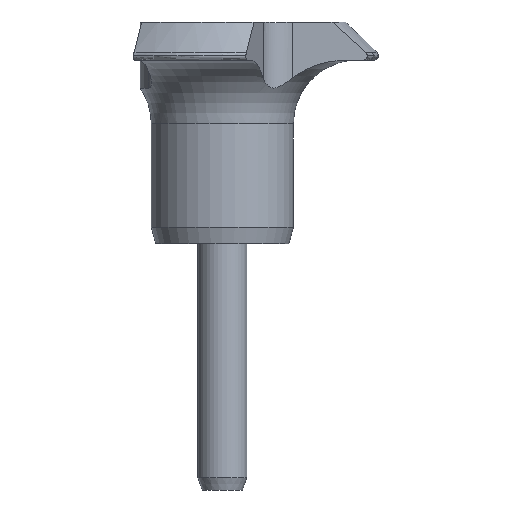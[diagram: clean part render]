
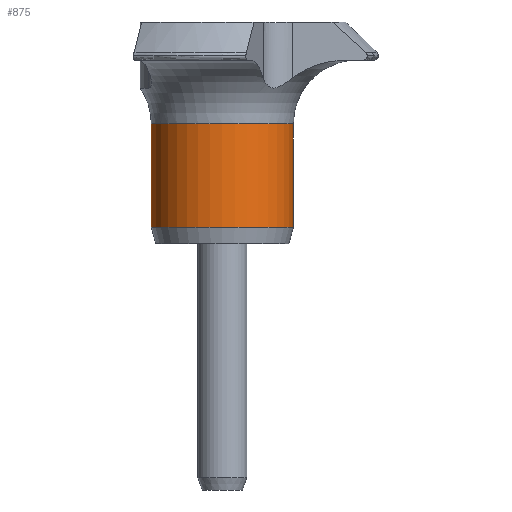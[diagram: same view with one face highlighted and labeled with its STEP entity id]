
A CAD part, front view. The second image highlights one B-rep face of the part: STEP entity #875.
In plain terms, the highlighted cylindrical face has radius 8.65 mm (diameter 17.3 mm), a partial arc.
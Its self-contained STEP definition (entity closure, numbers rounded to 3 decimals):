
#745=EDGE_CURVE('',#817,#759,#1374,.T.);
#749=EDGE_CURVE('',#759,#797,#1379,.T.);
#759=VERTEX_POINT('',#1389);
#779=EDGE_CURVE('',#831,#797,#1413,.T.);
#797=VERTEX_POINT('',#1433);
#809=EDGE_CURVE('',#831,#817,#1445,.T.);
#817=VERTEX_POINT('',#1457);
#831=VERTEX_POINT('',#1472);
#875=ADVANCED_FACE('',(#1523),#1524,.T.);
#1374=CIRCLE('',#2567,8.65);
#1379=LINE('',#2573,#2574);
#1389=CARTESIAN_POINT('',(8.65,0.,13.651));
#1413=CIRCLE('',#2626,8.65);
#1433=CARTESIAN_POINT('',(8.65,0.,1.069));
#1445=LINE('',#2738,#2739);
#1457=CARTESIAN_POINT('',(-8.65,0.,13.651));
#1472=CARTESIAN_POINT('',(-8.65,0.,1.069));
#1523=FACE_OUTER_BOUND('',#2913,.T.);
#1524=CYLINDRICAL_SURFACE('',#2914,8.65);
#2567=AXIS2_PLACEMENT_3D('',#3460,#3461,#3462);
#2573=CARTESIAN_POINT('',(8.65,0.,7.989));
#2574=VECTOR('',#3471,1.0);
#2626=AXIS2_PLACEMENT_3D('',#3509,#3510,#3511);
#2738=CARTESIAN_POINT('',(-8.65,0.,7.989));
#2739=VECTOR('',#3534,1.0);
#2913=EDGE_LOOP('',(#3656,#3657,#3658,#3659));
#2914=AXIS2_PLACEMENT_3D('',#3660,#3661,#3662);
#3460=CARTESIAN_POINT('',(0.,0.,13.651));
#3461=DIRECTION('',(0.0,0.0,1.0));
#3462=DIRECTION('',(-1.0,0.,0.0));
#3471=DIRECTION('',(-0.0,-0.0,-1.0));
#3509=CARTESIAN_POINT('',(0.,0.,1.069));
#3510=DIRECTION('',(0.0,0.0,1.0));
#3511=DIRECTION('',(-1.0,0.,0.0));
#3534=DIRECTION('',(0.0,0.0,1.0));
#3656=ORIENTED_EDGE('',*,*,#809,.F.);
#3657=ORIENTED_EDGE('',*,*,#779,.T.);
#3658=ORIENTED_EDGE('',*,*,#749,.F.);
#3659=ORIENTED_EDGE('',*,*,#745,.F.);
#3660=CARTESIAN_POINT('',(0.,0.,7.989));
#3661=DIRECTION('',(-0.0,-0.0,-1.0));
#3662=DIRECTION('',(-1.0,0.,0.0));
